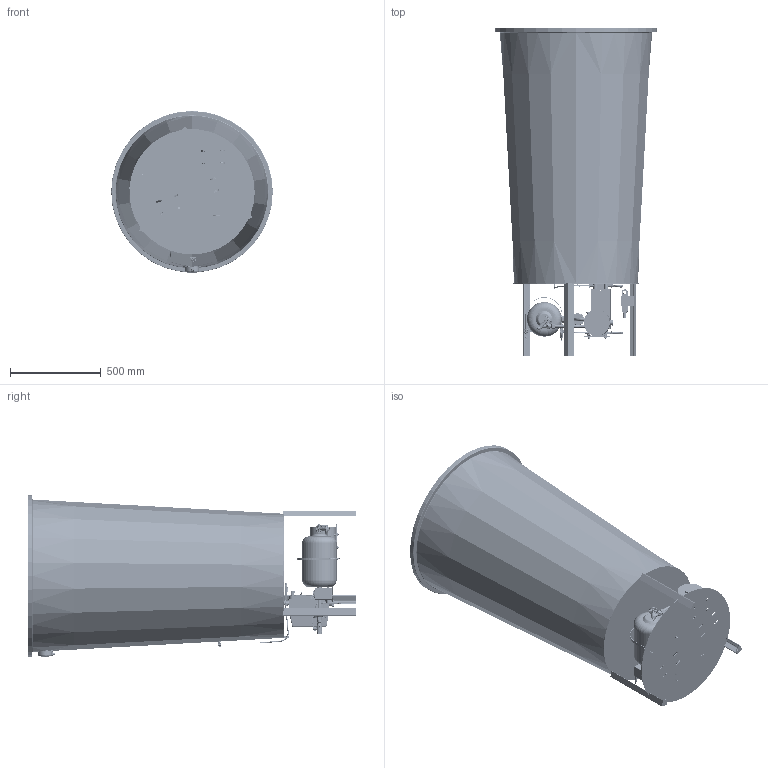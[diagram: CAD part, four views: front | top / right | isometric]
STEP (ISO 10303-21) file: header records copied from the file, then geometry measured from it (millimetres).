
FILE_DESCRIPTION (( 'STEP AP214' ), '1' );
FILE_NAME ('GMP-13100.STEP', '2020-03-26T14:30:47', ( '' ), ( '' ), 'SwSTEP 2.0', 'SolidWorks 2019', '' );
FILE_SCHEMA (( 'AUTOMOTIVE_DESIGN' ));
Length unit declared in the file: inch
Products named in the file (57): 07M0288; 07M0291; 07K0247; 07104200; 99A4279; 07M0273; 07M0319; 07104910; 07M0299; 07P0506; 07M0269_07104314; 07104400; 07M0285^99A4279_40 INCH; 07M0269_07104317; 07M0292; 07P0513; 07K0246; 07M0320; 07M0300; 07H0084_94895A030; 07M0293_7513K413; 99A4277; 07M0264; 07104316; 07P0500_4624K42; 07104306; 07104300_4708K53; 07P0504; 07M0308; 33010015; 07M0301; 07H0078_94895A029; 07C0082; 99A4282; 07M0276; GMP-13100; 07M0263; 07P0505; 07M0294; 07M0314 ...
Assembly tree (80 placements, depth 4):
  07M0273
  GMP-13100
    07104400
      07C0082
      07C0081
      07K0247
      07L0071  x3
      07T0061  x3
      07K0246
    07104100
    07M0269_07104314
    07M0269_07104317
    07104316
    07M0293_7513K413
    07H0086
    07H0085
    07H0078_94895A029  x3
    07M0319  x2
    99A4277
      33010015
      07P0505
      07P0513
      07104306
      07M0288
      07P0504
      07104300_4708K53
      07P0090_4568K171
      06000812_47865K23
      07M0291
    99A4278
      07104318
      07M0288  x4
      07M0300
      07M0276
      07M0299
      99A4282
        07M0320
        07M0314  x2
    99A4279
      07104910
      07M0288
      07104200
      07M0285^99A4279_40 INCH
      07M0284^99A4279_19" INCH
      07M0295_5411K56  x2
      07M0296
      07M0294
      07P0506
    07P0500_4624K42
    07M0263  x2
    07M0301
    07H0077_92620A540
    07M0264
    07H0081_91102A031  x4
    07H0082_92620A581  x4
    07H0084_94895A030  x4
    07M0292  x2
    07M0308  x2
  07M0274
Bounding box: 892.07 x 1812.79 x 894.44 mm (x, y, z)
Volume: 32723720.1 mm3; surface area: 10444914.7 mm2
Topology: 128 solids, 134 shells, 6837 faces, 17483 edges, 11148 vertices
Faces by surface type: plane 2767, cylinder 2327, cone 1012, bspline 545, torus 158, sphere 28
Entity records: 304411 total; most frequent: CARTESIAN_POINT 166813, ORIENTED_EDGE 29474, DIRECTION 24075, EDGE_CURVE 14739, VERTEX_POINT 9430, VECTOR 8047, LINE 8047, AXIS2_PLACEMENT_3D 8014
